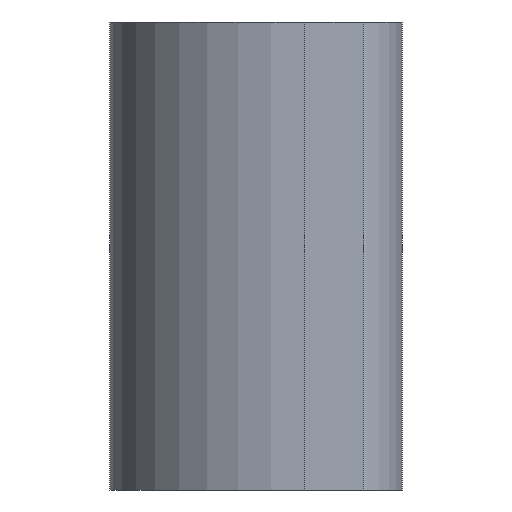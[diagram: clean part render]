
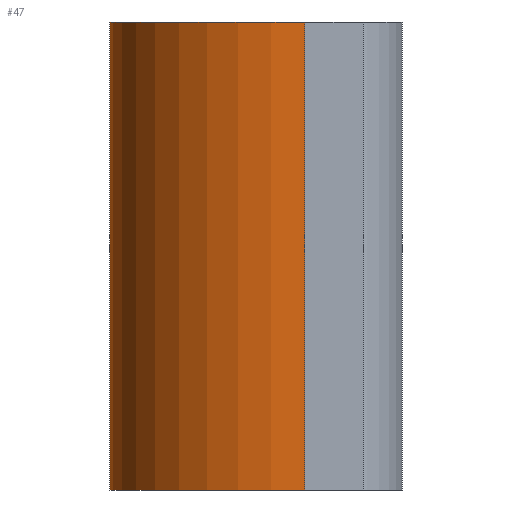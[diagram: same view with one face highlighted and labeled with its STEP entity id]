
A CAD part, left-side view. The second image highlights one B-rep face of the part: STEP entity #47.
In plain terms, the highlighted cylindrical face has radius 5 mm (diameter 10 mm), a partial arc.
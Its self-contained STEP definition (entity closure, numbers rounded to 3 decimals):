
#10 = VERTEX_POINT ( 'NONE', #310 ) ;
#13 = CYLINDRICAL_SURFACE ( 'NONE', #346, 5. ) ;
#30 = LINE ( 'NONE', #290, #435 ) ;
#47 = ADVANCED_FACE ( 'NONE', ( #237 ), #13, .T. ) ;
#50 = EDGE_CURVE ( 'NONE', #404, #10, #30, .T. ) ;
#99 = CARTESIAN_POINT ( 'NONE',  ( -14.5, 2.5, 6. ) ) ;
#115 = VERTEX_POINT ( 'NONE', #99 ) ;
#117 = AXIS2_PLACEMENT_3D ( 'NONE', #481, #479, #476 ) ;
#134 = CARTESIAN_POINT ( 'NONE',  ( -24.5, 2.5, 6. ) ) ;
#159 = EDGE_LOOP ( 'NONE', ( #357, #460, #163, #269 ) ) ;
#163 = ORIENTED_EDGE ( 'NONE', *, *, #234, .F. ) ;
#182 = DIRECTION ( 'NONE',  ( 1., 0., 0. ) ) ;
#185 = DIRECTION ( 'NONE',  ( 0., 0., 1. ) ) ;
#206 = CARTESIAN_POINT ( 'NONE',  ( -19.5, 2.5, -6. ) ) ;
#213 = AXIS2_PLACEMENT_3D ( 'NONE', #206, #185, #182 ) ;
#234 = EDGE_CURVE ( 'NONE', #115, #404, #490, .T. ) ;
#237 = FACE_OUTER_BOUND ( 'NONE', #159, .T. ) ;
#238 = LINE ( 'NONE', #282, #436 ) ;
#265 = VERTEX_POINT ( 'NONE', #453 ) ;
#269 = ORIENTED_EDGE ( 'NONE', *, *, #321, .T. ) ;
#282 = CARTESIAN_POINT ( 'NONE',  ( -14.5, 2.5, 6. ) ) ;
#288 = DIRECTION ( 'NONE',  ( 0., 0., -1. ) ) ;
#290 = CARTESIAN_POINT ( 'NONE',  ( -24.5, 2.5, 6. ) ) ;
#310 = CARTESIAN_POINT ( 'NONE',  ( -24.5, 2.5, -6. ) ) ;
#321 = EDGE_CURVE ( 'NONE', #115, #265, #238, .T. ) ;
#329 = CIRCLE ( 'NONE', #213, 5. ) ;
#331 = DIRECTION ( 'NONE',  ( 0., 0., -1. ) ) ;
#338 = DIRECTION ( 'NONE',  ( 0., 0., -1. ) ) ;
#346 = AXIS2_PLACEMENT_3D ( 'NONE', #358, #338, #360 ) ;
#357 = ORIENTED_EDGE ( 'NONE', *, *, #361, .T. ) ;
#358 = CARTESIAN_POINT ( 'NONE',  ( -19.5, 2.5, 6. ) ) ;
#360 = DIRECTION ( 'NONE',  ( -1., 0., 0. ) ) ;
#361 = EDGE_CURVE ( 'NONE', #265, #10, #329, .T. ) ;
#404 = VERTEX_POINT ( 'NONE', #134 ) ;
#435 = VECTOR ( 'NONE', #288, 1000. ) ;
#436 = VECTOR ( 'NONE', #331, 1000. ) ;
#453 = CARTESIAN_POINT ( 'NONE',  ( -14.5, 2.5, -6. ) ) ;
#460 = ORIENTED_EDGE ( 'NONE', *, *, #50, .F. ) ;
#476 = DIRECTION ( 'NONE',  ( 1., 0., 0. ) ) ;
#479 = DIRECTION ( 'NONE',  ( 0., 0., 1. ) ) ;
#481 = CARTESIAN_POINT ( 'NONE',  ( -19.5, 2.5, 6. ) ) ;
#490 = CIRCLE ( 'NONE', #117, 5. ) ;
